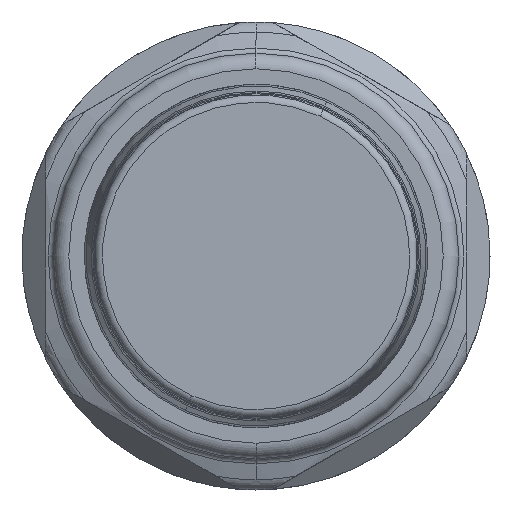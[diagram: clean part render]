
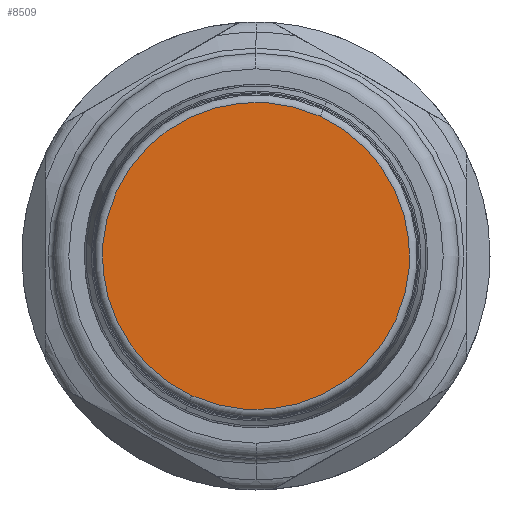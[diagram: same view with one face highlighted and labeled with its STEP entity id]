
A CAD part, left-side view. The second image highlights one B-rep face of the part: STEP entity #8509.
In plain terms, the highlighted planar face has unit normal (-1, 0, 0).
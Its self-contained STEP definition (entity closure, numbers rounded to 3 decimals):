
#527 = VERTEX_POINT ( 'NONE', #9220 ) ;
#716 = ORIENTED_EDGE ( 'NONE', *, *, #8335, .T. ) ;
#1039 = AXIS2_PLACEMENT_3D ( 'NONE', #11012, #2140, #3019 ) ;
#1398 = CARTESIAN_POINT ( 'NONE',  ( 95.8, 4.104, -8.953 ) ) ;
#1399 = CIRCLE ( 'NONE', #1039, 9.848 ) ;
#1431 = CARTESIAN_POINT ( 'NONE',  ( 95.8, 9.301, 4.264 ) ) ;
#1543 = FACE_OUTER_BOUND ( 'NONE', #9067, .T. ) ;
#2140 = DIRECTION ( 'NONE',  ( -1., 0., 0. ) ) ;
#2321 = ORIENTED_EDGE ( 'NONE', *, *, #8205, .T. ) ;
#3019 = DIRECTION ( 'NONE',  ( 0., 0.417, -0.909 ) ) ;
#3368 = DIRECTION ( 'NONE',  ( 0., 0.417, -0.909 ) ) ;
#3618 = CARTESIAN_POINT ( 'NONE',  ( 95.8, 0., 0. ) ) ;
#4015 = PLANE ( 'NONE',  #10748 ) ;
#4807 = VERTEX_POINT ( 'NONE', #1398 ) ;
#5383 = DIRECTION ( 'NONE',  ( 0., 0.417, -0.909 ) ) ;
#7218 = AXIS2_PLACEMENT_3D ( 'NONE', #3618, #11502, #5383 ) ;
#8205 = EDGE_CURVE ( 'NONE', #4807, #527, #9064, .T. ) ;
#8335 = EDGE_CURVE ( 'NONE', #527, #4807, #1399, .T. ) ;
#8509 = ADVANCED_FACE ( 'NONE', ( #1543 ), #4015, .F. ) ;
#9064 = CIRCLE ( 'NONE', #7218, 9.848 ) ;
#9067 = EDGE_LOOP ( 'NONE', ( #2321, #716 ) ) ;
#9220 = CARTESIAN_POINT ( 'NONE',  ( 95.8, -4.104, 8.953 ) ) ;
#10367 = DIRECTION ( 'NONE',  ( 1., 0., 0. ) ) ;
#10748 = AXIS2_PLACEMENT_3D ( 'NONE', #1431, #10367, #3368 ) ;
#11012 = CARTESIAN_POINT ( 'NONE',  ( 95.8, 0., 0. ) ) ;
#11502 = DIRECTION ( 'NONE',  ( -1., 0., 0. ) ) ;
